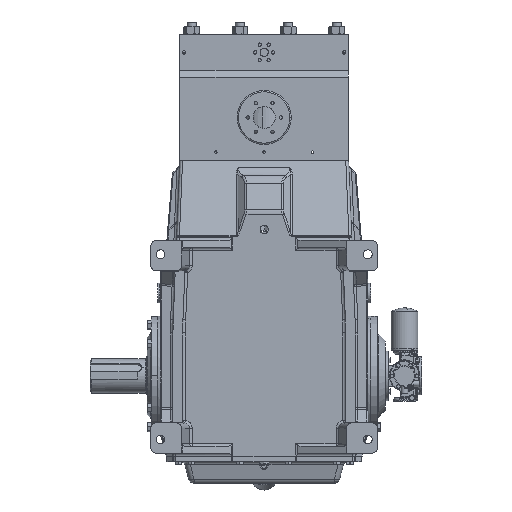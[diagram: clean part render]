
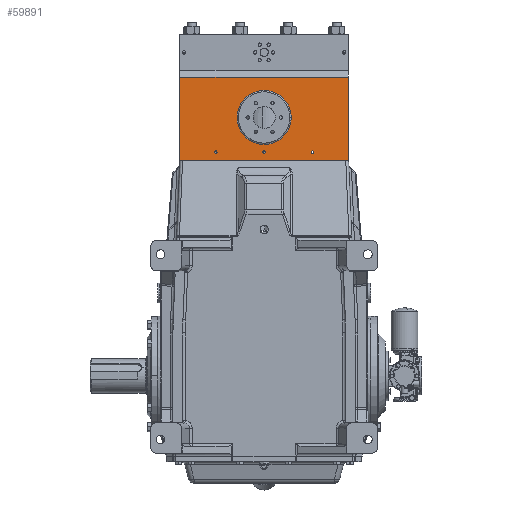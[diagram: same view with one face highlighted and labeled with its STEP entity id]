
A CAD part, front view. The second image highlights one B-rep face of the part: STEP entity #59891.
In plain terms, the highlighted planar face has unit normal (0, -1, 0).
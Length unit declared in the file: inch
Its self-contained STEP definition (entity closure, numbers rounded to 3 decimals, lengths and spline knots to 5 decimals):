
#2996 = AXIS2_PLACEMENT_3D ( 'NONE', #145942, #52490, #161625 ) ;
#3227 = CARTESIAN_POINT ( 'NONE',  ( -3.85827, -4.72441, 36.82283 ) ) ;
#4563 = CARTESIAN_POINT ( 'NONE',  ( 12.00787, -4.72441, 42.55118 ) ) ;
#4876 = CARTESIAN_POINT ( 'NONE',  ( 0.17126, -4.72441, 31.88976 ) ) ;
#5217 = EDGE_LOOP ( 'NONE', ( #152986, #158000, #94245, #62596 ) ) ;
#6288 = EDGE_CURVE ( 'NONE', #198383, #174066, #144220, .T. ) ;
#7511 = CARTESIAN_POINT ( 'NONE',  ( 3.85827, -4.72441, 36.82283 ) ) ;
#9183 = EDGE_LOOP ( 'NONE', ( #25589, #96779 ) ) ;
#9382 = CIRCLE ( 'NONE', #97868, 0.17126 ) ;
#15054 = DIRECTION ( 'NONE',  ( -1., 0., 0. ) ) ;
#15297 = DIRECTION ( 'NONE',  ( 0., 1., 0. ) ) ;
#18215 = PLANE ( 'NONE',  #64556 ) ;
#18987 = VERTEX_POINT ( 'NONE', #4563 ) ;
#19075 = LINE ( 'NONE', #172189, #92368 ) ;
#19875 = VECTOR ( 'NONE', #106657, 39.37008 ) ;
#22029 = CARTESIAN_POINT ( 'NONE',  ( -0.17126, -4.72441, 31.88976 ) ) ;
#25589 = ORIENTED_EDGE ( 'NONE', *, *, #130630, .T. ) ;
#28516 = VERTEX_POINT ( 'NONE', #4876 ) ;
#29617 = DIRECTION ( 'NONE',  ( -1., 0., 0. ) ) ;
#33886 = CARTESIAN_POINT ( 'NONE',  ( 12.00787, -4.72441, 30.70866 ) ) ;
#34242 = CARTESIAN_POINT ( 'NONE',  ( 6.88976, -4.72441, 31.88976 ) ) ;
#41343 = CARTESIAN_POINT ( 'NONE',  ( 6.88976, -4.72441, 31.88976 ) ) ;
#43721 = FACE_BOUND ( 'NONE', #73830, .T. ) ;
#43759 = CARTESIAN_POINT ( 'NONE',  ( -12.00787, -4.72441, 43.53543 ) ) ;
#44609 = CARTESIAN_POINT ( 'NONE',  ( -6.88976, -4.72441, 31.88976 ) ) ;
#45315 = AXIS2_PLACEMENT_3D ( 'NONE', #44609, #153779, #60328 ) ;
#46028 = EDGE_CURVE ( 'NONE', #99248, #194038, #181020, .T. ) ;
#47360 = DIRECTION ( 'NONE',  ( 0., 0., -1. ) ) ;
#48691 = FACE_OUTER_BOUND ( 'NONE', #5217, .T. ) ;
#49962 = DIRECTION ( 'NONE',  ( -1., 0., 0. ) ) ;
#52490 = DIRECTION ( 'NONE',  ( 0., 1., 0. ) ) ;
#52996 = CARTESIAN_POINT ( 'NONE',  ( 0., -4.72441, 36.82283 ) ) ;
#55840 = CARTESIAN_POINT ( 'NONE',  ( 12.00787, -4.72441, 30.70866 ) ) ;
#57118 = DIRECTION ( 'NONE',  ( -1., 0., 0. ) ) ;
#57578 = LINE ( 'NONE', #202062, #135657 ) ;
#59009 = AXIS2_PLACEMENT_3D ( 'NONE', #52996, #162125, #68723 ) ;
#59891 = ADVANCED_FACE ( 'NONE', ( #136572, #131741, #48691, #85393, #43721 ), #18215, .F. ) ;
#60328 = DIRECTION ( 'NONE',  ( -1., 0., 0. ) ) ;
#60756 = VECTOR ( 'NONE', #29617, 39.37008 ) ;
#62596 = ORIENTED_EDGE ( 'NONE', *, *, #119738, .F. ) ;
#64556 = AXIS2_PLACEMENT_3D ( 'NONE', #33886, #158773, #65362 ) ;
#65362 = DIRECTION ( 'NONE',  ( -1., 0., 0. ) ) ;
#66742 = CARTESIAN_POINT ( 'NONE',  ( -6.88976, -4.72441, 31.88976 ) ) ;
#67254 = EDGE_CURVE ( 'NONE', #75702, #149135, #181980, .T. ) ;
#68723 = DIRECTION ( 'NONE',  ( -1., 0., 0. ) ) ;
#73830 = EDGE_LOOP ( 'NONE', ( #154775, #148153 ) ) ;
#75702 = VERTEX_POINT ( 'NONE', #148993 ) ;
#78001 = EDGE_CURVE ( 'NONE', #174066, #198383, #163988, .T. ) ;
#81954 = EDGE_LOOP ( 'NONE', ( #93370, #129153 ) ) ;
#82478 = DIRECTION ( 'NONE',  ( -1., 0., 0. ) ) ;
#82535 = AXIS2_PLACEMENT_3D ( 'NONE', #108940, #15297, #124593 ) ;
#83191 = CARTESIAN_POINT ( 'NONE',  ( 0., -4.72441, 36.82283 ) ) ;
#85393 = FACE_BOUND ( 'NONE', #81954, .T. ) ;
#87956 = CARTESIAN_POINT ( 'NONE',  ( -6.7185, -4.72441, 31.88976 ) ) ;
#89756 = EDGE_CURVE ( 'NONE', #98135, #157167, #124377, .T. ) ;
#92368 = VECTOR ( 'NONE', #47360, 39.37008 ) ;
#92730 = AXIS2_PLACEMENT_3D ( 'NONE', #41343, #150536, #57118 ) ;
#93370 = ORIENTED_EDGE ( 'NONE', *, *, #138068, .T. ) ;
#93998 = EDGE_CURVE ( 'NONE', #18987, #129012, #19075, .T. ) ;
#94245 = ORIENTED_EDGE ( 'NONE', *, *, #46028, .F. ) ;
#95921 = CIRCLE ( 'NONE', #2996, 0.17126 ) ;
#96779 = ORIENTED_EDGE ( 'NONE', *, *, #89756, .T. ) ;
#96907 = CIRCLE ( 'NONE', #45315, 0.17126 ) ;
#97868 = AXIS2_PLACEMENT_3D ( 'NONE', #34242, #143412, #49962 ) ;
#98135 = VERTEX_POINT ( 'NONE', #177887 ) ;
#98870 = DIRECTION ( 'NONE',  ( -1., 0., 0. ) ) ;
#99248 = VERTEX_POINT ( 'NONE', #162662 ) ;
#106657 = DIRECTION ( 'NONE',  ( 0., 0., 1. ) ) ;
#108940 = CARTESIAN_POINT ( 'NONE',  ( 0., -4.72441, 31.88976 ) ) ;
#113770 = EDGE_CURVE ( 'NONE', #149135, #75702, #9382, .T. ) ;
#119738 = EDGE_CURVE ( 'NONE', #129012, #99248, #134037, .T. ) ;
#123239 = CARTESIAN_POINT ( 'NONE',  ( 12.00787, -4.72441, 30.70866 ) ) ;
#124377 = CIRCLE ( 'NONE', #137377, 0.17126 ) ;
#124593 = DIRECTION ( 'NONE',  ( -1., 0., 0. ) ) ;
#129012 = VERTEX_POINT ( 'NONE', #55840 ) ;
#129153 = ORIENTED_EDGE ( 'NONE', *, *, #136077, .T. ) ;
#130630 = EDGE_CURVE ( 'NONE', #157167, #98135, #96907, .T. ) ;
#131741 = FACE_BOUND ( 'NONE', #179602, .T. ) ;
#134037 = LINE ( 'NONE', #123239, #60756 ) ;
#135657 = VECTOR ( 'NONE', #15054, 39.37008 ) ;
#136077 = EDGE_CURVE ( 'NONE', #200392, #28516, #148041, .T. ) ;
#136572 = FACE_BOUND ( 'NONE', #9183, .T. ) ;
#137377 = AXIS2_PLACEMENT_3D ( 'NONE', #66742, #175881, #82478 ) ;
#138068 = EDGE_CURVE ( 'NONE', #28516, #200392, #95921, .T. ) ;
#143412 = DIRECTION ( 'NONE',  ( 0., 1., 0. ) ) ;
#144220 = CIRCLE ( 'NONE', #59009, 3.85827 ) ;
#145942 = CARTESIAN_POINT ( 'NONE',  ( 0., -4.72441, 31.88976 ) ) ;
#148041 = CIRCLE ( 'NONE', #82535, 0.17126 ) ;
#148153 = ORIENTED_EDGE ( 'NONE', *, *, #113770, .T. ) ;
#148993 = CARTESIAN_POINT ( 'NONE',  ( 7.06102, -4.72441, 31.88976 ) ) ;
#149135 = VERTEX_POINT ( 'NONE', #157752 ) ;
#150536 = DIRECTION ( 'NONE',  ( 0., 1., 0. ) ) ;
#152986 = ORIENTED_EDGE ( 'NONE', *, *, #93998, .F. ) ;
#153779 = DIRECTION ( 'NONE',  ( 0., 1., 0. ) ) ;
#154775 = ORIENTED_EDGE ( 'NONE', *, *, #67254, .T. ) ;
#157167 = VERTEX_POINT ( 'NONE', #87956 ) ;
#157752 = CARTESIAN_POINT ( 'NONE',  ( 6.7185, -4.72441, 31.88976 ) ) ;
#158000 = ORIENTED_EDGE ( 'NONE', *, *, #180571, .T. ) ;
#158773 = DIRECTION ( 'NONE',  ( 0., 1., 0. ) ) ;
#158793 = CARTESIAN_POINT ( 'NONE',  ( -12.00787, -4.72441, 42.55118 ) ) ;
#161625 = DIRECTION ( 'NONE',  ( -1., 0., 0. ) ) ;
#162125 = DIRECTION ( 'NONE',  ( 0., 1., 0. ) ) ;
#162662 = CARTESIAN_POINT ( 'NONE',  ( -12.00787, -4.72441, 30.70866 ) ) ;
#163988 = CIRCLE ( 'NONE', #167879, 3.85827 ) ;
#167879 = AXIS2_PLACEMENT_3D ( 'NONE', #83191, #192272, #98870 ) ;
#169228 = ORIENTED_EDGE ( 'NONE', *, *, #6288, .T. ) ;
#172189 = CARTESIAN_POINT ( 'NONE',  ( 12.00787, -4.72441, 43.53543 ) ) ;
#174066 = VERTEX_POINT ( 'NONE', #3227 ) ;
#175881 = DIRECTION ( 'NONE',  ( 0., 1., 0. ) ) ;
#177887 = CARTESIAN_POINT ( 'NONE',  ( -7.06102, -4.72441, 31.88976 ) ) ;
#179602 = EDGE_LOOP ( 'NONE', ( #191170, #169228 ) ) ;
#180571 = EDGE_CURVE ( 'NONE', #18987, #194038, #57578, .T. ) ;
#181020 = LINE ( 'NONE', #43759, #19875 ) ;
#181980 = CIRCLE ( 'NONE', #92730, 0.17126 ) ;
#191170 = ORIENTED_EDGE ( 'NONE', *, *, #78001, .T. ) ;
#192272 = DIRECTION ( 'NONE',  ( 0., 1., 0. ) ) ;
#194038 = VERTEX_POINT ( 'NONE', #158793 ) ;
#198383 = VERTEX_POINT ( 'NONE', #7511 ) ;
#200392 = VERTEX_POINT ( 'NONE', #22029 ) ;
#202062 = CARTESIAN_POINT ( 'NONE',  ( 12.00787, -4.72441, 42.55118 ) ) ;
